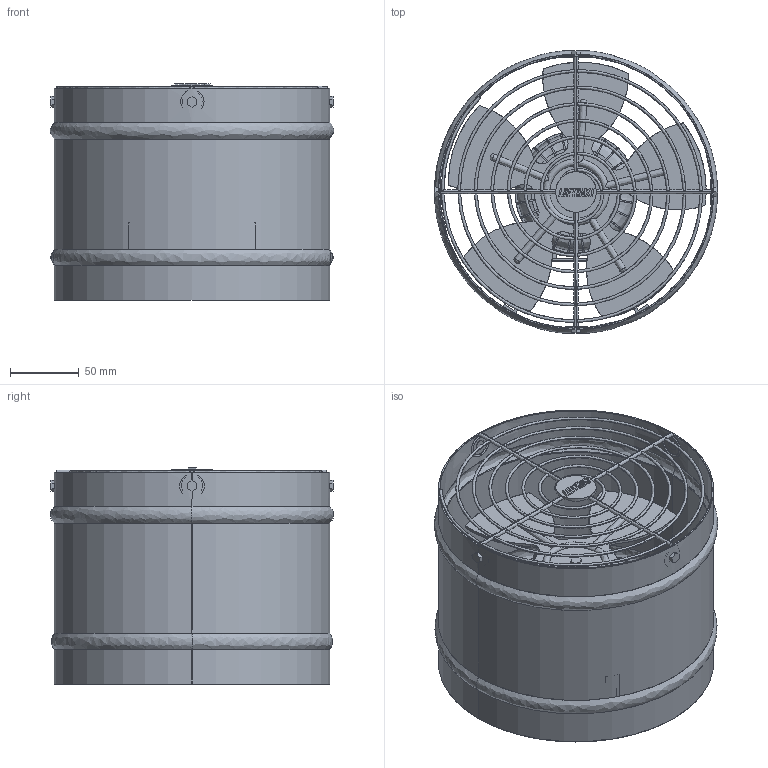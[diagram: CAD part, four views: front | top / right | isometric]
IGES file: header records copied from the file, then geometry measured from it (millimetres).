
Start section: SolidWorks IGES file using analytic representation for surfaces
Global section: file name: LC-200.IGS; native system: SolidWorks 2018; preprocessor: SolidWorks 2018; author: vendas04; date: 230508.085425; units: millimetre
Bounding box: 205.8 x 205.43 x 157 mm (x, y, z)
Surface area: 303480.3 mm2 (no closed solid volume)
Topology: 0 solids, 0 shells, 795 faces, 11913 edges, 11913 vertices
Faces by surface type: bspline 607, revolution 188
